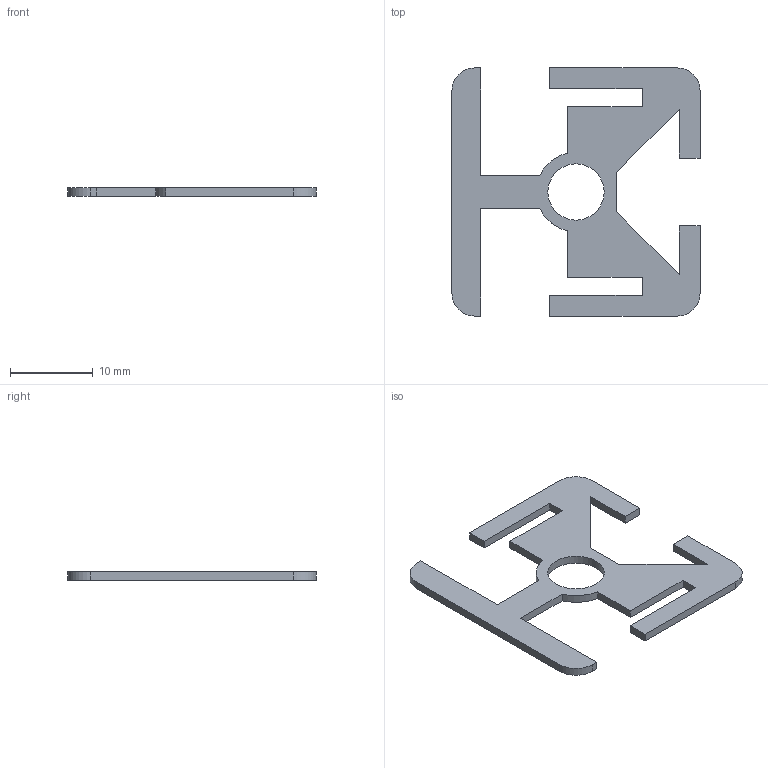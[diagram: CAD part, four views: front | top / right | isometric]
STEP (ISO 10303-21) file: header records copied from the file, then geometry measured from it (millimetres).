
FILE_DESCRIPTION((''),'2;1');
FILE_NAME('SP156_extern.ipt.step','2007-09-10T15:09:13',(''),(''),'Autodesk Inventor 11','Autodesk Inventor 11','');
FILE_SCHEMA(('AUTOMOTIVE_DESIGN { 1 0 10303 214 1 1 1 1 }'));
Length unit declared in the file: millimetre
Products named in the file (1): SP156_extern
Bounding box: 30 x 30 x 1 mm (x, y, z)
Volume: 452.9 mm3; surface area: 1170.9 mm2
Topology: 1 solids, 1 shells, 37 faces, 106 edges, 71 vertices
Faces by surface type: plane 23, bspline 9, cylinder 5
Entity records: 1241 total; most frequent: CARTESIAN_POINT 267, ORIENTED_EDGE 208, DIRECTION 176, EDGE_CURVE 104, VECTOR 90, LINE 90, VERTEX_POINT 70, AXIS2_PLACEMENT_3D 43
